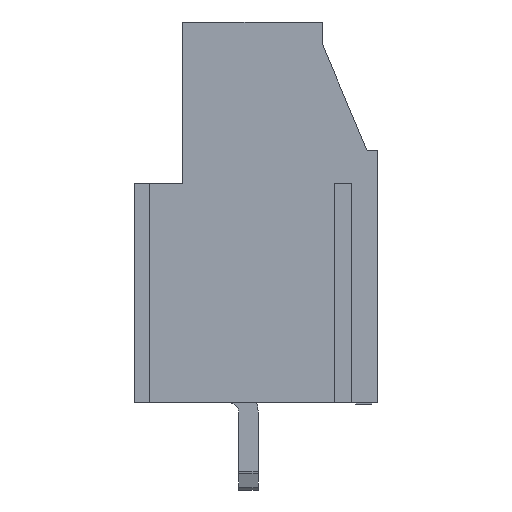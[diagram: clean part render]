
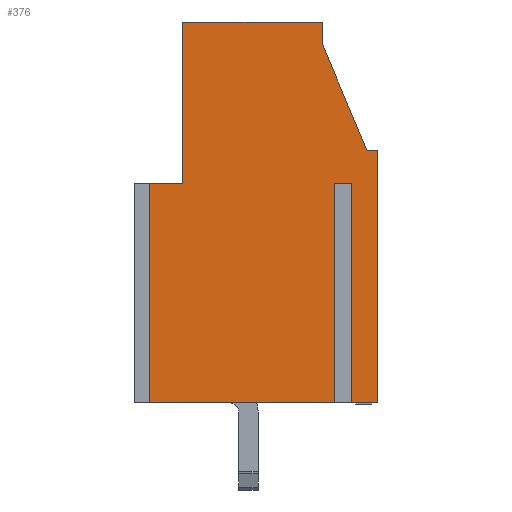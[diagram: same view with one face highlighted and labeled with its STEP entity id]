
A CAD part, left-side view. The second image highlights one B-rep face of the part: STEP entity #376.
In plain terms, the highlighted planar face has unit normal (-1, 0, 0).
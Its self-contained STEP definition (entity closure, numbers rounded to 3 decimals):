
#376=ADVANCED_FACE('',(#1083),#1084,.F.);
#1083=FACE_OUTER_BOUND('',#2138,.T.);
#1084=PLANE('',#2139);
#2138=EDGE_LOOP('',(#3187,#3188,#3189,#3190,#3191,#3192,#3193,#3194,#3195,#3196,#3197,#3198,#3199));
#2139=AXIS2_PLACEMENT_3D('',#3200,#3201,#3202);
#3187=ORIENTED_EDGE('',*,*,#6623,.F.);
#3188=ORIENTED_EDGE('',*,*,#6624,.F.);
#3189=ORIENTED_EDGE('',*,*,#6625,.F.);
#3190=ORIENTED_EDGE('',*,*,#6626,.F.);
#3191=ORIENTED_EDGE('',*,*,#6627,.F.);
#3192=ORIENTED_EDGE('',*,*,#6628,.F.);
#3193=ORIENTED_EDGE('',*,*,#6629,.F.);
#3194=ORIENTED_EDGE('',*,*,#6630,.F.);
#3195=ORIENTED_EDGE('',*,*,#6631,.F.);
#3196=ORIENTED_EDGE('',*,*,#6632,.F.);
#3197=ORIENTED_EDGE('',*,*,#6633,.F.);
#3198=ORIENTED_EDGE('',*,*,#6634,.T.);
#3199=ORIENTED_EDGE('',*,*,#6635,.T.);
#3200=CARTESIAN_POINT('',(-5.08,0.0,0.0));
#3201=DIRECTION('',(1.0,0.0,0.0));
#3202=DIRECTION('',(0.0,-1.0,0.0));
#6623=EDGE_CURVE('',#7998,#7999,#8000,.T.);
#6624=EDGE_CURVE('',#8001,#7998,#8002,.T.);
#6625=EDGE_CURVE('',#8003,#8001,#8004,.T.);
#6626=EDGE_CURVE('',#8005,#8003,#8006,.T.);
#6627=EDGE_CURVE('',#8007,#8005,#8008,.T.);
#6628=EDGE_CURVE('',#8009,#8007,#8010,.T.);
#6629=EDGE_CURVE('',#8011,#8009,#8012,.T.);
#6630=EDGE_CURVE('',#8013,#8011,#8014,.T.);
#6631=EDGE_CURVE('',#8015,#8013,#8016,.T.);
#6632=EDGE_CURVE('',#8017,#8015,#8018,.T.);
#6633=EDGE_CURVE('',#8019,#8017,#8020,.T.);
#6634=EDGE_CURVE('',#8019,#8021,#8022,.T.);
#6635=EDGE_CURVE('',#8021,#7999,#8023,.T.);
#7998=VERTEX_POINT('',#10057);
#7999=VERTEX_POINT('',#10058);
#8000=LINE('',#10059,#10060);
#8001=VERTEX_POINT('',#10061);
#8002=LINE('',#10062,#10063);
#8003=VERTEX_POINT('',#10064);
#8004=LINE('',#10065,#10066);
#8005=VERTEX_POINT('',#10067);
#8006=LINE('',#10068,#10069);
#8007=VERTEX_POINT('',#10070);
#8008=LINE('',#10071,#10072);
#8009=VERTEX_POINT('',#10073);
#8010=LINE('',#10074,#10075);
#8011=VERTEX_POINT('',#10076);
#8012=LINE('',#10077,#10078);
#8013=VERTEX_POINT('',#10079);
#8014=LINE('',#10080,#10081);
#8015=VERTEX_POINT('',#10082);
#8016=LINE('',#10083,#10084);
#8017=VERTEX_POINT('',#10085);
#8018=LINE('',#10086,#10087);
#8019=VERTEX_POINT('',#10088);
#8020=LINE('',#10089,#10090);
#8021=VERTEX_POINT('',#10091);
#8022=LINE('',#10092,#10093);
#8023=LINE('',#10094,#10095);
#10057=CARTESIAN_POINT('',(-5.08,-5.006,-9.018));
#10058=CARTESIAN_POINT('',(-5.08,-5.006,1.082));
#10059=CARTESIAN_POINT('',(-5.08,-5.006,-9.018));
#10060=VECTOR('',#12995,1.0);
#10061=CARTESIAN_POINT('',(-5.08,-6.206,-9.018));
#10062=CARTESIAN_POINT('',(-5.08,-6.206,-9.018));
#10063=VECTOR('',#12996,1.0);
#10064=CARTESIAN_POINT('',(-5.08,-6.206,2.582));
#10065=CARTESIAN_POINT('',(-5.08,-6.206,2.582));
#10066=VECTOR('',#12997,1.0);
#10067=CARTESIAN_POINT('',(-5.08,-5.706,2.582));
#10068=CARTESIAN_POINT('',(-5.08,-5.706,2.582));
#10069=VECTOR('',#12998,1.0);
#10070=CARTESIAN_POINT('',(-5.08,-3.646,7.482));
#10071=CARTESIAN_POINT('',(-5.08,-3.646,7.482));
#10072=VECTOR('',#12999,1.0);
#10073=CARTESIAN_POINT('',(-5.08,-3.646,8.482));
#10074=CARTESIAN_POINT('',(-5.08,-3.646,8.482));
#10075=VECTOR('',#13000,1.0);
#10076=CARTESIAN_POINT('',(-5.08,2.754,8.482));
#10077=CARTESIAN_POINT('',(-5.08,2.754,8.482));
#10078=VECTOR('',#13001,1.0);
#10079=CARTESIAN_POINT('',(-5.08,2.754,1.082));
#10080=CARTESIAN_POINT('',(-5.08,2.754,1.082));
#10081=VECTOR('',#13002,1.0);
#10082=CARTESIAN_POINT('',(-5.08,4.294,1.082));
#10083=CARTESIAN_POINT('',(-5.08,4.294,1.082));
#10084=VECTOR('',#13003,1.0);
#10085=CARTESIAN_POINT('',(-5.08,4.294,-9.018));
#10086=CARTESIAN_POINT('',(-5.08,4.294,-9.018));
#10087=VECTOR('',#13004,1.0);
#10088=CARTESIAN_POINT('',(-5.08,-4.206,-9.018));
#10089=CARTESIAN_POINT('',(-5.08,-4.206,-9.018));
#10090=VECTOR('',#13005,1.0);
#10091=CARTESIAN_POINT('',(-5.08,-4.206,1.082));
#10092=CARTESIAN_POINT('',(-5.08,-4.206,-9.018));
#10093=VECTOR('',#13006,1.0);
#10094=CARTESIAN_POINT('',(-5.08,-4.206,1.082));
#10095=VECTOR('',#13007,1.0);
#12995=DIRECTION('',(0.0,0.,1.0));
#12996=DIRECTION('',(0.0,1.0,0.0));
#12997=DIRECTION('',(0.0,0.0,-1.0));
#12998=DIRECTION('',(0.0,-1.0,0.0));
#12999=DIRECTION('',(0.0,-0.388,-0.922));
#13000=DIRECTION('',(0.0,0.0,-1.0));
#13001=DIRECTION('',(0.0,-1.0,0.0));
#13002=DIRECTION('',(0.0,0.,1.0));
#13003=DIRECTION('',(0.0,-1.0,0.));
#13004=DIRECTION('',(0.0,0.,1.0));
#13005=DIRECTION('',(0.0,1.0,0.0));
#13006=DIRECTION('',(0.0,0.,1.0));
#13007=DIRECTION('',(0.0,-1.0,0.0));
